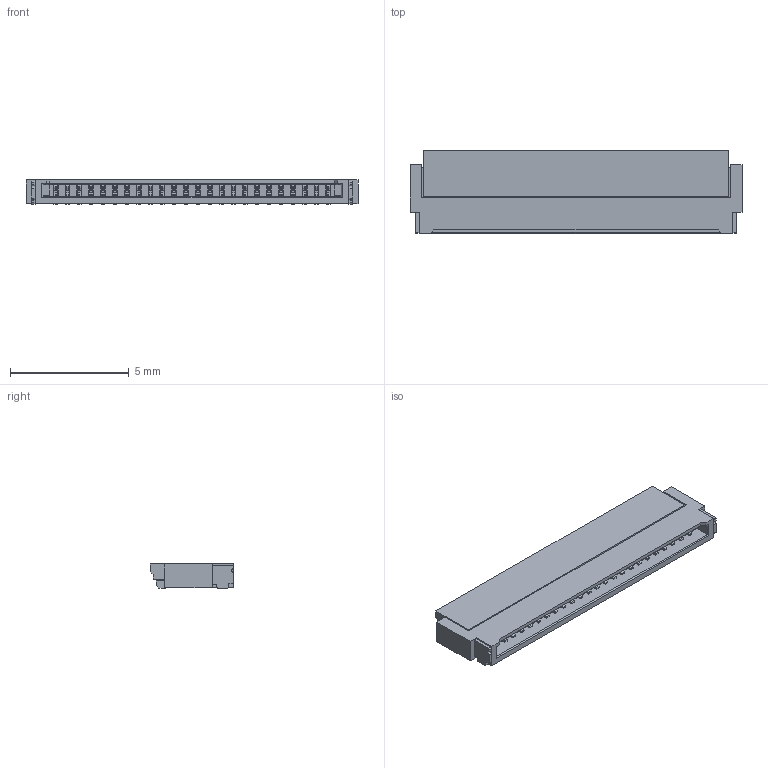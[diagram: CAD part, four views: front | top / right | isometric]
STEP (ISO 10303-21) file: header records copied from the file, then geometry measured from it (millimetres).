
FILE_DESCRIPTION(/* description */ ('STEP AP214'),/* implementation_level */ '2;1');
FILE_NAME(/* name */ 'HCTL_HC-FPC-05-09-24RLTAG.step',/* time_stamp */ '2024-11-12T03:04:21+01:00',/* author */ (''),/* organization */ (''),/* preprocessor_version */ 'ST-DEVELOPER v20',/* originating_system */ 'Autodesk Translation Framework v13.20.0.188',/* authorisation */ '');
FILE_SCHEMA (('AUTOMOTIVE_DESIGN { 1 0 10303 214 3 1 1 }'));
Length unit declared in the file: millimetre
Products named in the file (1): FPC-SMD_24P-P0.50_HC-FPC-05-09-24RLTAG
Bounding box: 14 x 3.5 x 1.02 mm (x, y, z)
Volume: 32.5 mm3; surface area: 265.8 mm2
Topology: 4 solids, 4 shells, 897 faces, 2596 edges, 1728 vertices
Faces by surface type: plane 667, cylinder 230
Entity records: 30392 total; most frequent: CARTESIAN_POINT 5222, ORIENTED_EDGE 5192, DIRECTION 4852, EDGE_CURVE 2596, LINE 2136, VECTOR 2136, VERTEX_POINT 1728, AXIS2_PLACEMENT_3D 1358
